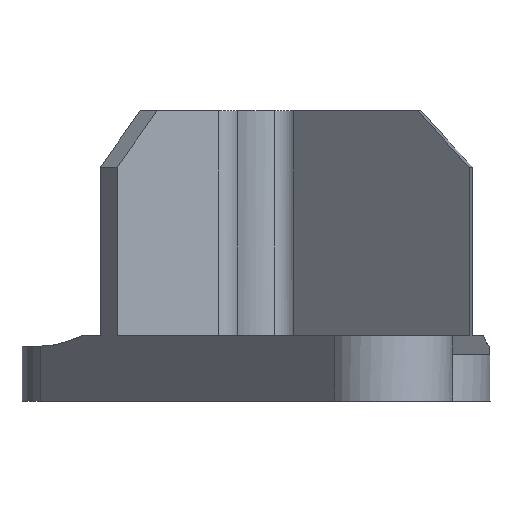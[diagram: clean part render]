
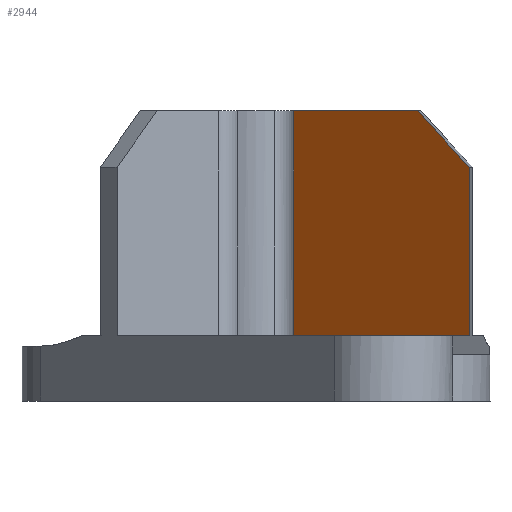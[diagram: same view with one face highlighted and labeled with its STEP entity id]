
A CAD part, left-side view. The second image highlights one B-rep face of the part: STEP entity #2944.
In plain terms, the highlighted planar face has unit normal (-0.707, 0.707, 0).
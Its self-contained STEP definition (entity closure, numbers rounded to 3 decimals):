
#39=(
BOUNDED_CURVE()
B_SPLINE_CURVE(2,(#6672,#6673,#6674),.UNSPECIFIED.,.F.,.F.)
B_SPLINE_CURVE_WITH_KNOTS((3,3),(1.964,3.725),
 .UNSPECIFIED.)
CURVE()
GEOMETRIC_REPRESENTATION_ITEM()
RATIONAL_B_SPLINE_CURVE((3.035,3.364,2.646))
REPRESENTATION_ITEM('')
);
#52=PLANE('',#3125);
#170=FACE_OUTER_BOUND('',#324,.T.);
#324=EDGE_LOOP('',(#2157,#2158,#2159,#2160,#2161,#2162));
#739=LINE('',#6646,#939);
#741=LINE('',#6650,#941);
#748=LINE('',#6668,#948);
#749=LINE('',#6670,#949);
#750=LINE('',#6675,#950);
#939=VECTOR('',#3507,10.);
#941=VECTOR('',#3511,10.);
#948=VECTOR('',#3520,10.);
#949=VECTOR('',#3521,10.);
#950=VECTOR('',#3522,10.);
#1241=VERTEX_POINT('',#6643);
#1242=VERTEX_POINT('',#6645);
#1243=VERTEX_POINT('',#6649);
#1250=VERTEX_POINT('',#6667);
#1251=VERTEX_POINT('',#6669);
#1252=VERTEX_POINT('',#6671);
#1616=EDGE_CURVE('',#1241,#1242,#739,.T.);
#1618=EDGE_CURVE('',#1243,#1242,#741,.T.);
#1626=EDGE_CURVE('',#1250,#1241,#748,.T.);
#1627=EDGE_CURVE('',#1251,#1250,#749,.T.);
#1628=EDGE_CURVE('',#1252,#1251,#39,.F.);
#1629=EDGE_CURVE('',#1243,#1252,#750,.T.);
#2157=ORIENTED_EDGE('',*,*,#1616,.F.);
#2158=ORIENTED_EDGE('',*,*,#1626,.F.);
#2159=ORIENTED_EDGE('',*,*,#1627,.F.);
#2160=ORIENTED_EDGE('',*,*,#1628,.F.);
#2161=ORIENTED_EDGE('',*,*,#1629,.F.);
#2162=ORIENTED_EDGE('',*,*,#1618,.T.);
#2944=ADVANCED_FACE('',(#170),#52,.T.);
#3125=AXIS2_PLACEMENT_3D('',#6666,#3518,#3519);
#3507=DIRECTION('',(-0.561,-0.561,-0.609));
#3511=DIRECTION('',(0.,0.,1.));
#3518=DIRECTION('center_axis',(-0.707,0.707,0.));
#3519=DIRECTION('ref_axis',(-0.707,-0.707,0.));
#3520=DIRECTION('',(-0.707,-0.707,0.));
#3521=DIRECTION('',(0.,0.,1.));
#3522=DIRECTION('',(0.707,0.707,0.));
#6643=CARTESIAN_POINT('',(22.314,38.375,15.5));
#6645=CARTESIAN_POINT('',(19.554,35.614,12.5));
#6646=CARTESIAN_POINT('',(21.732,37.793,14.867));
#6649=CARTESIAN_POINT('',(19.554,35.614,3.5));
#6650=CARTESIAN_POINT('',(19.554,35.614,3.5));
#6666=CARTESIAN_POINT('Origin',(29.416,45.476,3.5));
#6667=CARTESIAN_POINT('',(28.926,44.987,15.5));
#6668=CARTESIAN_POINT('',(30.939,47.,15.5));
#6669=CARTESIAN_POINT('',(28.926,44.987,2.876));
#6670=CARTESIAN_POINT('',(28.926,44.987,3.5));
#6671=CARTESIAN_POINT('',(24.692,40.753,3.5));
#6672=CARTESIAN_POINT('Ctrl Pts',(28.926,44.987,2.876));
#6673=CARTESIAN_POINT('Ctrl Pts',(27.074,43.134,2.462));
#6674=CARTESIAN_POINT('Ctrl Pts',(24.692,40.753,3.5));
#6675=CARTESIAN_POINT('',(30.443,46.503,3.5));
